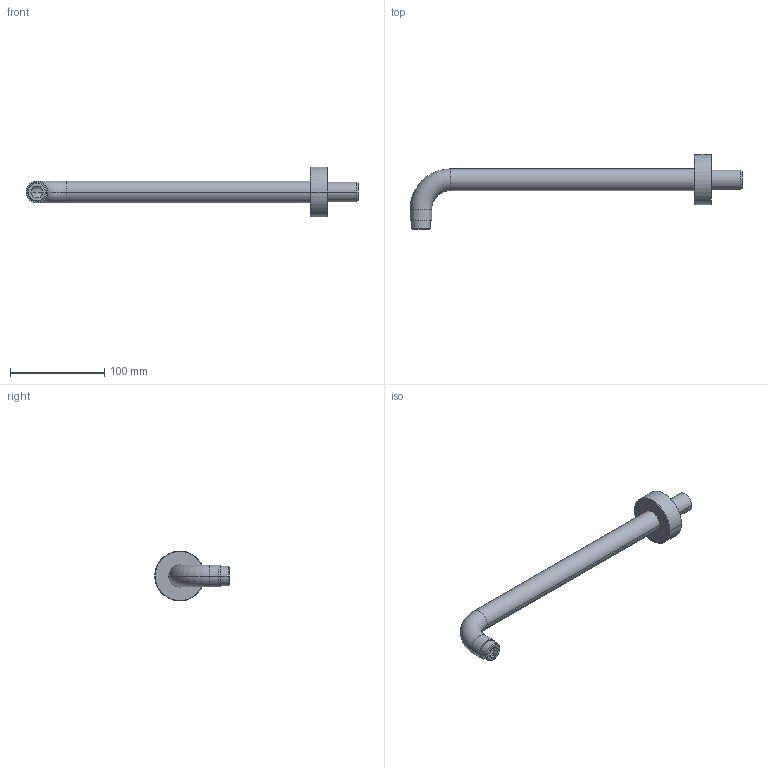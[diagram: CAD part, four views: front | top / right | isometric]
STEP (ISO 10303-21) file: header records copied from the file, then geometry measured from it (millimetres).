
FILE_DESCRIPTION((''),'2;1');
FILE_NAME('BD604530-A2SR0059_ASM','2020-02-18T',('Administrator'),(''),'PRO/ENGINEER BY PARAMETRIC TECHNOLOGY CORPORATION, 2009360','PRO/ENGINEER BY PARAMETRIC TECHNOLOGY CORPORATION, 2009360','');
FILE_SCHEMA(('AUTOMOTIVE_DESIGN_CC2 { 1 2 10303 214 -1 1 5 2 }'));
Length unit declared in the file: millimetre
Products named in the file (5): G1099; N0096; N0095; F0030; BD604530-A2SR0059_ASM
Assembly tree (4 placements, depth 2):
  BD604530-A2SR0059_ASM
    G1099
    N0096
    N0095
    F0030
Bounding box: 352.1 x 79 x 53 mm (x, y, z)
Volume: 63202.9 mm3; surface area: 61899.7 mm2
Topology: 4 solids, 4 shells, 117 faces, 266 edges, 168 vertices
Faces by surface type: cylinder 54, plane 43, cone 14, torus 6
Entity records: 3531 total; most frequent: DIRECTION 644, CARTESIAN_POINT 560, ORIENTED_EDGE 532, EDGE_CURVE 266, AXIS2_PLACEMENT_3D 252, VERTEX_POINT 168, VECTOR 140, LINE 140
